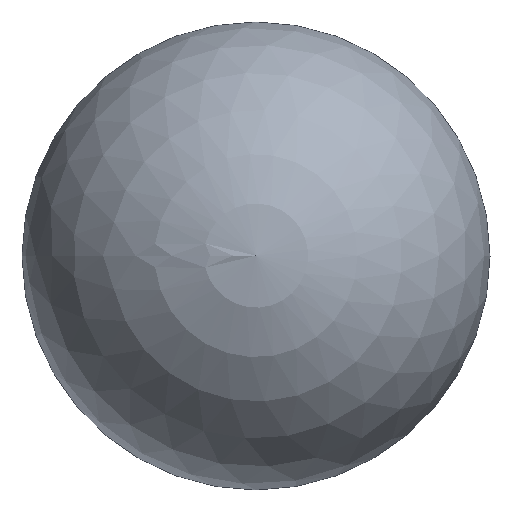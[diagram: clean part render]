
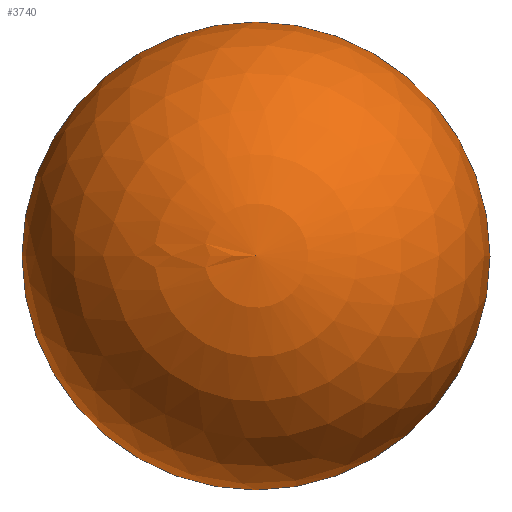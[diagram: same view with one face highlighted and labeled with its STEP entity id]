
A CAD part, top view. The second image highlights one B-rep face of the part: STEP entity #3740.
In plain terms, the highlighted spherical face has radius 150 mm.
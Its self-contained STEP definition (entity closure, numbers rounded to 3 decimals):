
#652 = ORIENTED_EDGE ( 'NONE', *, *, #6262, .T. ) ;
#893 = CARTESIAN_POINT ( 'NONE',  ( 0., 0., 0. ) ) ;
#1845 = SPHERICAL_SURFACE ( 'NONE', #4576, 150. ) ;
#2372 = CARTESIAN_POINT ( 'NONE',  ( 0., 150., 0. ) ) ;
#2393 = AXIS2_PLACEMENT_3D ( 'NONE', #7036, #6302, #3265 ) ;
#2407 = CARTESIAN_POINT ( 'NONE',  ( 0., 0., 0. ) ) ;
#3209 = DIRECTION ( 'NONE',  ( 0., 0., 1. ) ) ;
#3265 = DIRECTION ( 'NONE',  ( -1., 0., 0. ) ) ;
#3740 = ADVANCED_FACE ( 'NONE', ( #6637 ), #1845, .T. ) ;
#4109 = DIRECTION ( 'NONE',  ( 1., 0., 0. ) ) ;
#4576 = AXIS2_PLACEMENT_3D ( 'NONE', #2407, #3209, #6952 ) ;
#5844 = VERTEX_POINT ( 'NONE', #2372 ) ;
#5873 = EDGE_CURVE ( 'NONE', #8104, #5844, #6518, .T. ) ;
#6262 = EDGE_CURVE ( 'NONE', #8104, #5844, #7220, .T. ) ;
#6302 = DIRECTION ( 'NONE',  ( 0., 0., -1. ) ) ;
#6369 = DIRECTION ( 'NONE',  ( 0., 0., 1. ) ) ;
#6518 = CIRCLE ( 'NONE', #2393, 150. ) ;
#6637 = FACE_OUTER_BOUND ( 'NONE', #9288, .T. ) ;
#6952 = DIRECTION ( 'NONE',  ( -1., 0., 0. ) ) ;
#7036 = CARTESIAN_POINT ( 'NONE',  ( 0., 0., 0. ) ) ;
#7220 = CIRCLE ( 'NONE', #8605, 150. ) ;
#7573 = CARTESIAN_POINT ( 'NONE',  ( 0., -150., 0. ) ) ;
#8104 = VERTEX_POINT ( 'NONE', #7573 ) ;
#8605 = AXIS2_PLACEMENT_3D ( 'NONE', #893, #6369, #4109 ) ;
#8664 = ORIENTED_EDGE ( 'NONE', *, *, #5873, .F. ) ;
#9288 = EDGE_LOOP ( 'NONE', ( #8664, #652 ) ) ;
